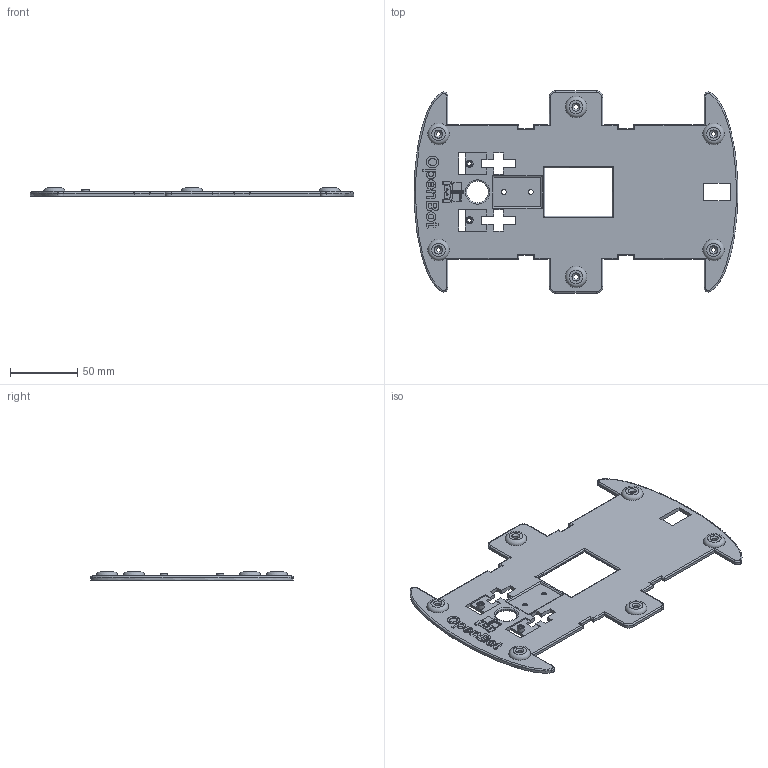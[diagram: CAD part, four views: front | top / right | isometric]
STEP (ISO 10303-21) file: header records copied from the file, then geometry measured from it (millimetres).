
FILE_DESCRIPTION(/* description */ (''),/* implementation_level */ '2;1');
FILE_NAME(/* name */ 'body_top.step',/* time_stamp */ '2020-08-29T02:02:32+02:00',/* author */ (''),/* organization */ (''),/* preprocessor_version */ 'ST-DEVELOPER v18.1',/* originating_system */ 'Autodesk Translation Framework v9.3.0.1241',/* authorisation */ '');
FILE_SCHEMA (('AUTOMOTIVE_DESIGN { 1 0 10303 214 3 1 1 }'));
Length unit declared in the file: millimetre
Products named in the file (1): Openbot_Top.f3d
Bounding box: 239.82 x 150 x 6 mm (x, y, z)
Volume: 70922.4 mm3; surface area: 53117.4 mm2
Topology: 1 solids, 1 shells, 559 faces, 1497 edges, 978 vertices
Faces by surface type: bspline 234, plane 224, cylinder 69, torus 24, cone 8
Full cylindrical faces by diameter (mm): 2.8 x2, 3.4 x6, 3.5 x2, 5.4 x2, 12.2 x6, 16 x1
Entity records: 18199 total; most frequent: CARTESIAN_POINT 6309, ORIENTED_EDGE 2994, DIRECTION 1851, EDGE_CURVE 1497, VERTEX_POINT 978, LINE 867, VECTOR 867, EDGE_LOOP 631
